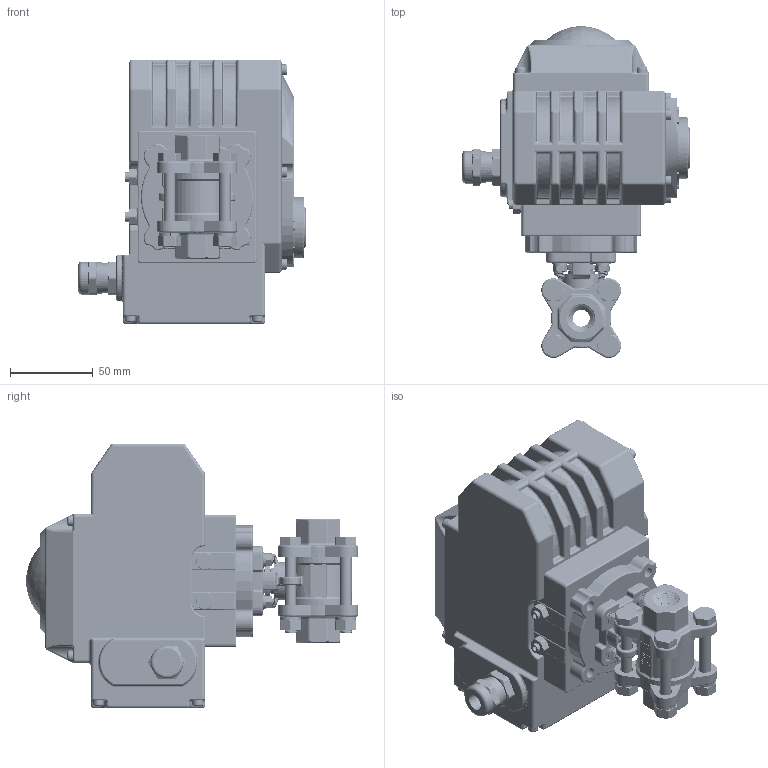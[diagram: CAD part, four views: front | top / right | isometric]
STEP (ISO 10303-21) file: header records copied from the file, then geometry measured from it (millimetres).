
FILE_DESCRIPTION (( 'STEP AP214' ), '1' );
FILE_NAME ('E3-8.STEP', '2019-02-14T00:38:45', ( '' ), ( '' ), 'SwSTEP 2.0', 'SolidWorks 2016', '' );
FILE_SCHEMA (( 'AUTOMOTIVE_DESIGN' ));
Length unit declared in the file: millimetre
Products named in the file (1): E3-8
Bounding box: 137.25 x 200.52 x 160 mm (x, y, z)
Volume: 1425119.8 mm3; surface area: 158791.2 mm2
Topology: 46 solids, 46 shells, 3402 faces, 9003 edges, 5724 vertices
Faces by surface type: cylinder 1351, plane 894, bspline 426, cone 311, torus 261, sphere 159
Entity records: 236983 total; most frequent: CARTESIAN_POINT 121431, ORIENTED_EDGE 17794, DIRECTION 14555, EDGE_CURVE 8897, VERTEX_POINT 5723, AXIS2_PLACEMENT_3D 5569, EDGE_LOOP 3630, UNCERTAINTY_MEASURE_WITH_UNIT 3450
